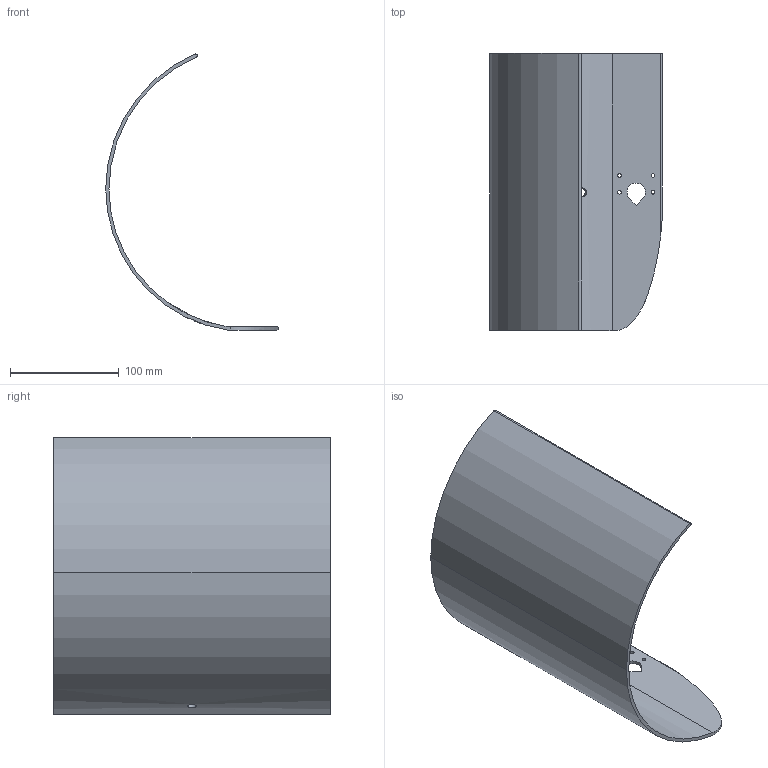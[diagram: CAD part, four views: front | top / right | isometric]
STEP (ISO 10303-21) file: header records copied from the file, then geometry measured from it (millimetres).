
FILE_DESCRIPTION(('FreeCAD Model'),'2;1');
FILE_NAME('Open CASCADE Shape Model','2024-11-10T11:22:45',('Author'),( ''),'Open CASCADE STEP processor 7.7','FreeCAD','Unknown');
FILE_SCHEMA(('AUTOMOTIVE_DESIGN { 1 0 10303 214 1 1 1 1 }'));
Length unit declared in the file: millimetre
Products named in the file (1): optional-cylindrical-dome
Bounding box: 159 x 255 x 254.39 mm (x, y, z)
Volume: 293015 mm3; surface area: 199229.9 mm2
Topology: 1 solids, 1 shells, 19 faces, 52 edges, 35 vertices
Faces by surface type: cylinder 12, plane 6, extrusion 1
Full cylindrical faces by diameter (mm): 3.4 x4, 8 x1
Entity records: 926 total; most frequent: CARTESIAN_POINT 382, DIRECTION 106, ORIENTED_EDGE 104, EDGE_CURVE 52, AXIS2_PLACEMENT_3D 40, VERTEX_POINT 35, FACE_BOUND 31, EDGE_LOOP 31
